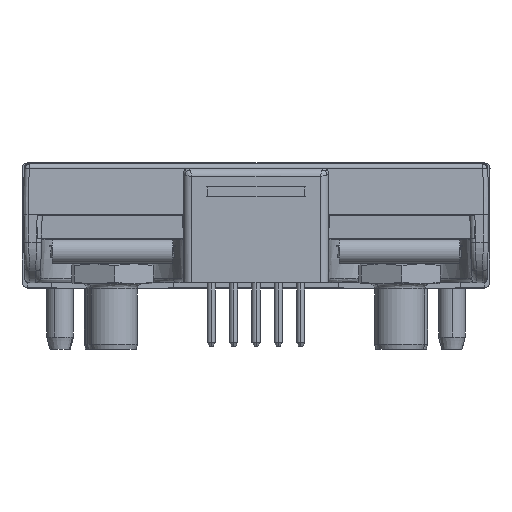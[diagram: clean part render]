
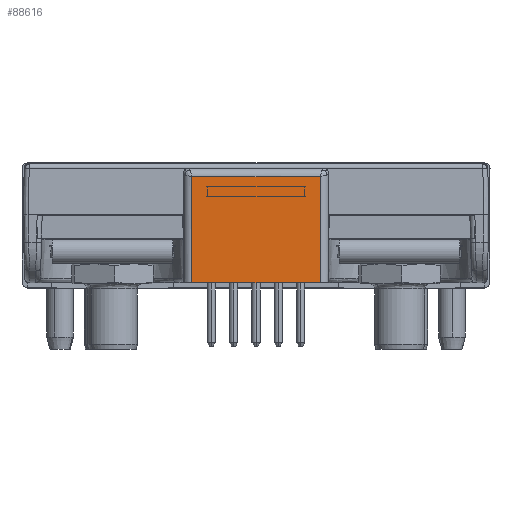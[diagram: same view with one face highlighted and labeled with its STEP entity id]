
A CAD part, left-side view. The second image highlights one B-rep face of the part: STEP entity #88616.
In plain terms, the highlighted planar face has unit normal (-1, 0, 0).
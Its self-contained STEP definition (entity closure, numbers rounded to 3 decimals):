
#508 = VERTEX_POINT ( 'NONE', #95875 ) ;
#754 = EDGE_LOOP ( 'NONE', ( #73161, #69155, #106560, #94274 ) ) ;
#13170 = VECTOR ( 'NONE', #46741, 1000. ) ;
#17141 = LINE ( 'NONE', #86947, #79543 ) ;
#17810 = CARTESIAN_POINT ( 'NONE',  ( -395.159, -76.833, -0.335 ) ) ;
#18338 = CARTESIAN_POINT ( 'NONE',  ( -395.159, -76.833, -0.335 ) ) ;
#19853 = B_SPLINE_CURVE_WITH_KNOTS ( 'NONE', 3,
 ( #107615, #65412, #108337, #65788 ),
 .UNSPECIFIED., .F., .F.,
 ( 4, 4 ),
 ( 0., 1. ),
 .UNSPECIFIED. ) ;
#21496 = CARTESIAN_POINT ( 'NONE',  ( -395.159, -76.833, -8.402 ) ) ;
#24710 = AXIS2_PLACEMENT_3D ( 'NONE', #87755, #78820, #36907 ) ;
#28132 = CARTESIAN_POINT ( 'NONE',  ( -395.159, -76.833, -8.402 ) ) ;
#36907 = DIRECTION ( 'NONE',  ( 0., 0., -1. ) ) ;
#41693 = EDGE_CURVE ( 'NONE', #65146, #86522, #17141, .T. ) ;
#46741 = DIRECTION ( 'NONE',  ( 0., 0., -1. ) ) ;
#54342 = PLANE ( 'NONE',  #24710 ) ;
#60927 = EDGE_CURVE ( 'NONE', #65146, #508, #88877, .T. ) ;
#65146 = VERTEX_POINT ( 'NONE', #84059 ) ;
#65412 = CARTESIAN_POINT ( 'NONE',  ( -395.159, -83.338, -8.402 ) ) ;
#65788 = CARTESIAN_POINT ( 'NONE',  ( -395.159, -76.833, -8.402 ) ) ;
#69155 = ORIENTED_EDGE ( 'NONE', *, *, #106630, .F. ) ;
#72025 = B_SPLINE_CURVE_WITH_KNOTS ( 'NONE', 3,
 ( #17810, #77190, #80548, #21496 ),
 .UNSPECIFIED., .F., .F.,
 ( 4, 4 ),
 ( 0., 1. ),
 .UNSPECIFIED. ) ;
#73058 = EDGE_CURVE ( 'NONE', #86522, #93253, #72025, .T. ) ;
#73161 = ORIENTED_EDGE ( 'NONE', *, *, #73058, .T. ) ;
#73775 = CARTESIAN_POINT ( 'NONE',  ( -395.159, -86.59, -4.393 ) ) ;
#77190 = CARTESIAN_POINT ( 'NONE',  ( -395.159, -76.833, -3.024 ) ) ;
#78820 = DIRECTION ( 'NONE',  ( 1., 0., 0. ) ) ;
#79543 = VECTOR ( 'NONE', #80941, 1000. ) ;
#80548 = CARTESIAN_POINT ( 'NONE',  ( -395.159, -76.833, -5.713 ) ) ;
#80941 = DIRECTION ( 'NONE',  ( 0., 1., 0. ) ) ;
#84059 = CARTESIAN_POINT ( 'NONE',  ( -395.159, -86.59, -0.335 ) ) ;
#86522 = VERTEX_POINT ( 'NONE', #18338 ) ;
#86947 = CARTESIAN_POINT ( 'NONE',  ( -395.159, -81.711, -0.335 ) ) ;
#87755 = CARTESIAN_POINT ( 'NONE',  ( -395.159, -86.59, -0.335 ) ) ;
#88616 = ADVANCED_FACE ( 'NONE', ( #95739 ), #54342, .F. ) ;
#88877 = LINE ( 'NONE', #73775, #13170 ) ;
#93253 = VERTEX_POINT ( 'NONE', #28132 ) ;
#94274 = ORIENTED_EDGE ( 'NONE', *, *, #41693, .T. ) ;
#95739 = FACE_OUTER_BOUND ( 'NONE', #754, .T. ) ;
#95875 = CARTESIAN_POINT ( 'NONE',  ( -395.159, -86.59, -8.402 ) ) ;
#106560 = ORIENTED_EDGE ( 'NONE', *, *, #60927, .F. ) ;
#106630 = EDGE_CURVE ( 'NONE', #508, #93253, #19853, .T. ) ;
#107615 = CARTESIAN_POINT ( 'NONE',  ( -395.159, -86.59, -8.402 ) ) ;
#108337 = CARTESIAN_POINT ( 'NONE',  ( -395.159, -80.085, -8.402 ) ) ;
